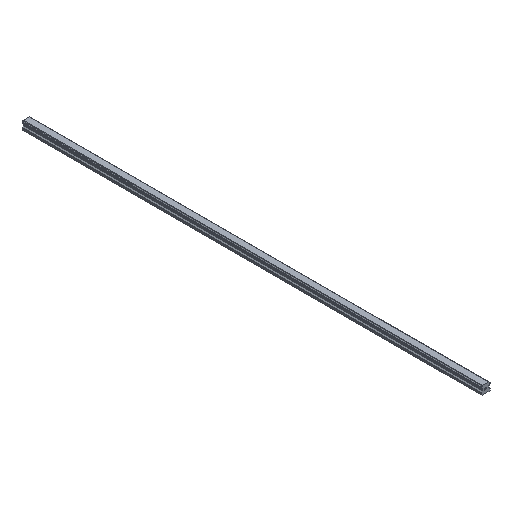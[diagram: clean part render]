
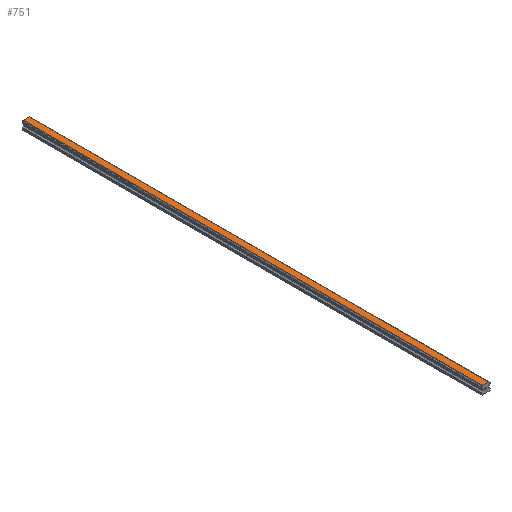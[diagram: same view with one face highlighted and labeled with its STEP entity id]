
A CAD part, isometric view. The second image highlights one B-rep face of the part: STEP entity #751.
In plain terms, the highlighted planar face has unit normal (0, 0, 1).
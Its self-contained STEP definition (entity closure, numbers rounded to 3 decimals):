
#751=ADVANCED_FACE('',(#1523),#1524,.T.);
#1523=FACE_OUTER_BOUND('',#2309,.T.);
#1524=PLANE('',#2310);
#2309=EDGE_LOOP('',(#4693,#4694,#4695,#4696));
#2310=AXIS2_PLACEMENT_3D('',#4697,#4698,#4699);
#4693=ORIENTED_EDGE('',*,*,#5450,.T.);
#4694=ORIENTED_EDGE('',*,*,#5833,.F.);
#4695=ORIENTED_EDGE('',*,*,#5314,.F.);
#4696=ORIENTED_EDGE('',*,*,#5831,.T.);
#4697=CARTESIAN_POINT('',(0.0,1240.0,22.));
#4698=DIRECTION('',(0.0,0.0,1.0));
#4699=DIRECTION('',(-1.0,0.0,-0.0));
#5314=EDGE_CURVE('',#6594,#6596,#6597,.T.);
#5450=EDGE_CURVE('',#6823,#6821,#6824,.T.);
#5831=EDGE_CURVE('',#6594,#6823,#7308,.T.);
#5833=EDGE_CURVE('',#6596,#6821,#7310,.T.);
#6594=VERTEX_POINT('',#8279);
#6596=VERTEX_POINT('',#8282);
#6597=LINE('',#8283,#8284);
#6821=VERTEX_POINT('',#8596);
#6823=VERTEX_POINT('',#8599);
#6824=LINE('',#8600,#8601);
#7308=LINE('',#9201,#9202);
#7310=LINE('',#9204,#9205);
#8279=CARTESIAN_POINT('',(-8.3,1240.0,22.));
#8282=CARTESIAN_POINT('',(8.3,1240.0,22.));
#8283=CARTESIAN_POINT('',(-8.3,1240.0,22.));
#8284=VECTOR('',#9892,1.0);
#8596=CARTESIAN_POINT('',(8.3,0.0,22.));
#8599=CARTESIAN_POINT('',(-8.3,0.0,22.));
#8600=CARTESIAN_POINT('',(-8.3,0.0,22.));
#8601=VECTOR('',#10048,1.0);
#9201=CARTESIAN_POINT('',(-8.3,1240.0,22.));
#9202=VECTOR('',#10576,1.0);
#9204=CARTESIAN_POINT('',(8.3,1240.0,22.));
#9205=VECTOR('',#10577,1.0);
#9892=DIRECTION('',(1.0,0.0,0.0));
#10048=DIRECTION('',(1.0,0.0,0.0));
#10576=DIRECTION('',(0.0,-1.0,0.0));
#10577=DIRECTION('',(0.0,-1.0,0.0));
